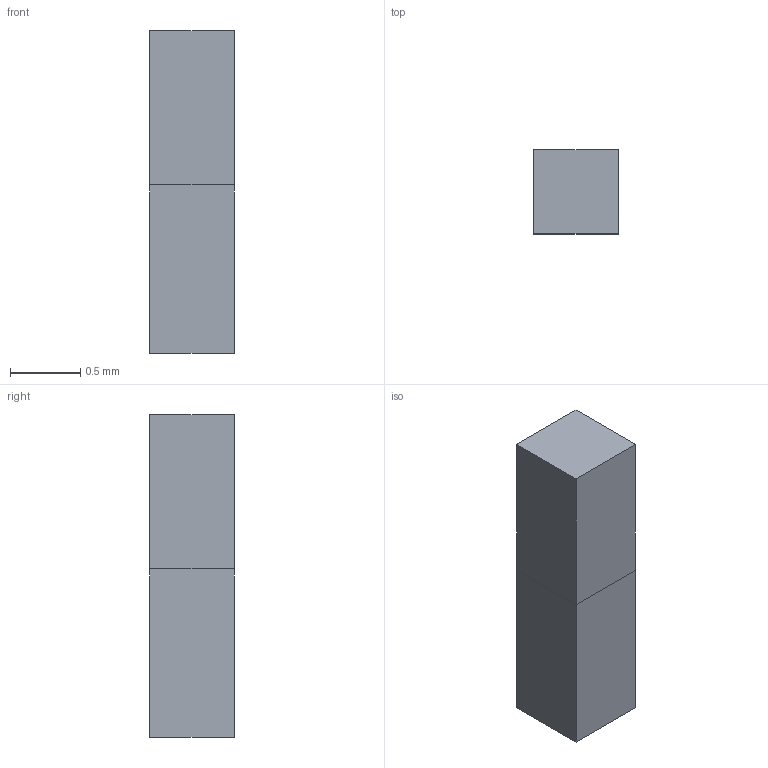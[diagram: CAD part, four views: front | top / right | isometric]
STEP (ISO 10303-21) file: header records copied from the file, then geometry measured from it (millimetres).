
FILE_DESCRIPTION( ( 'STEP AP214' ), '1' );
FILE_NAME( 'c.stp', '2007-12-31T19:08:50', ( ' ' ), ( ' ' ), 'XStep 1.0', ' ', ' ' );
FILE_SCHEMA( ( 'automotive_design' ) );
Length unit declared in the file: millimetre
Products named in the file (2): Box1; Box2
Bounding box: 0.6 x 0.6 x 2.3 mm (x, y, z)
Volume: 0.8 mm3; surface area: 7 mm2
Topology: 2 solids, 2 shells, 12 faces, 24 edges, 16 vertices
Faces by surface type: plane 12
Entity records: 651 total; most frequent: STYLED_ITEM 54, PRESENTATION_STYLE_ASSIGNMENT 54, CARTESIAN_POINT 54, COLOUR_RGB 54, DIRECTION 52, ORIENTED_EDGE 48, EDGE_CURVE 24, CURVE_STYLE 24
